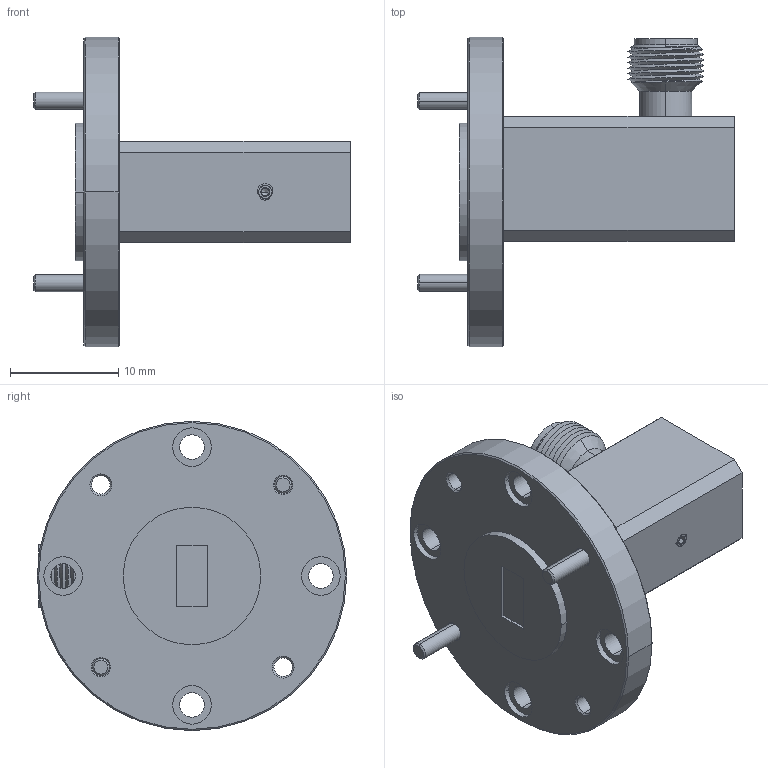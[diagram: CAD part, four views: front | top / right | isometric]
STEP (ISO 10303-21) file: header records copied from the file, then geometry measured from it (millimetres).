
FILE_DESCRIPTION (( 'STEP AP203' ), '1' );
FILE_NAME ('SWC-22VF-R1.STEP', '2018-10-25T22:46:34', ( '' ), ( '' ), 'SwSTEP 2.0', 'SolidWorks 2016', '' );
FILE_SCHEMA (( 'CONFIG_CONTROL_DESIGN' ));
Length unit declared in the file: inch
Products named in the file (1): SWC-22VF-R1
Bounding box: 29.27 x 28.57 x 28.57 mm (x, y, z)
Volume: 4548.3 mm3; surface area: 3257.2 mm2
Topology: 6 solids, 7 shells, 323 faces, 763 edges, 457 vertices
Faces by surface type: cone 134, cylinder 123, plane 61, bspline 5
Entity records: 11283 total; most frequent: CARTESIAN_POINT 4088, ORIENTED_EDGE 1502, DIRECTION 1429, EDGE_CURVE 751, AXIS2_PLACEMENT_3D 563, VERTEX_POINT 457, EDGE_LOOP 356, ADVANCED_FACE 323
